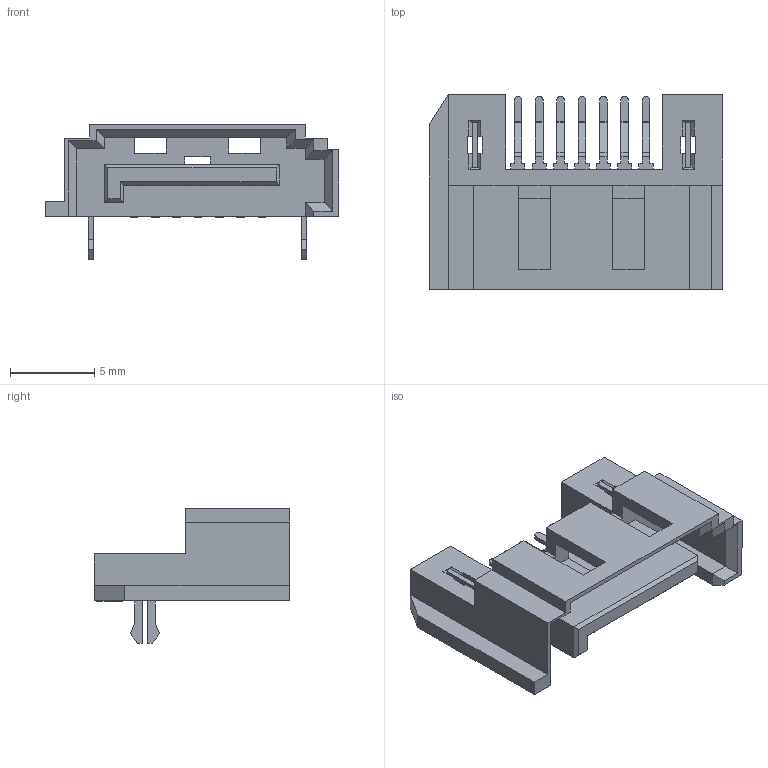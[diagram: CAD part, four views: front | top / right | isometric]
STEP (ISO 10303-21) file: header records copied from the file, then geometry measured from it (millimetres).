
FILE_DESCRIPTION (( 'STEP AP214' ), '1' );
FILE_NAME ('FST0714-MSB3003K6K-REF .STEP', '2025-02-25T03:00:54', ( '' ), ( '' ), 'SwSTEP 2.0', 'SolidWorks 2021', '' );
FILE_SCHEMA (( 'AUTOMOTIVE_DESIGN' ));
Length unit declared in the file: millimetre
Products named in the file (1): FST0714-MSB3003K6K-REF 
Bounding box: 17.47 x 11.6 x 8.02 mm (x, y, z)
Volume: 351.8 mm3; surface area: 901.9 mm2
Topology: 1 solids, 1 shells, 375 faces, 978 edges, 607 vertices
Faces by surface type: plane 333, cylinder 42
Entity records: 11218 total; most frequent: CARTESIAN_POINT 1961, ORIENTED_EDGE 1956, DIRECTION 1814, EDGE_CURVE 978, LINE 894, VECTOR 894, VERTEX_POINT 607, AXIS2_PLACEMENT_3D 460
